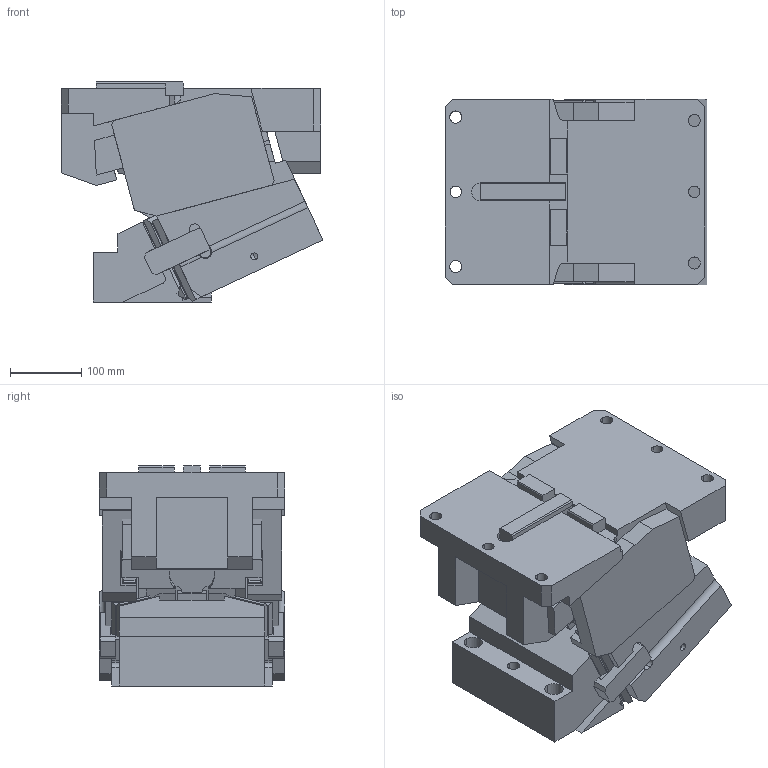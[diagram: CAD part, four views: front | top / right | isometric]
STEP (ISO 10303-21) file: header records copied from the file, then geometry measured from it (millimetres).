
FILE_DESCRIPTION(('CATIA V5 STEP Exchange'),'2;1');
FILE_NAME('CACV_F_260_65.stp','2015-04-27T06:57:47+00:00',('none'),('none'),'CATIA Version 5 Release 19 SP 2 (IN-10)','CATIA V5 STEP AP203','none');
FILE_SCHEMA(('CONFIG_CONTROL_DESIGN'));
Length unit declared in the file: millimetre
Products named in the file (1): CACV_F_260_65
Bounding box: 367.84 x 260 x 309 mm (x, y, z)
Volume: 17849514 mm3; surface area: 967845.6 mm2
Topology: 3 solids, 5 shells, 630 faces, 1873 edges, 1235 vertices
Faces by surface type: plane 437, cylinder 178, cone 7, extrusion 6, torus 2
Entity records: 21872 total; most frequent: CARTESIAN_POINT 5686, ORIENTED_EDGE 3734, DIRECTION 2726, EDGE_CURVE 1867, VECTOR 1439, LINE 1433, VERTEX_POINT 1235, AXIS2_PLACEMENT_3D 751
